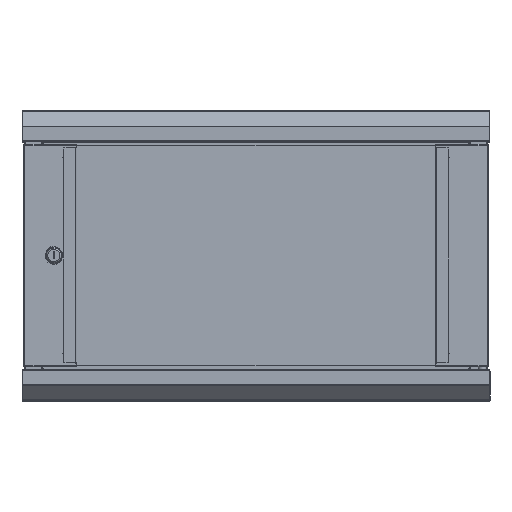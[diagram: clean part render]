
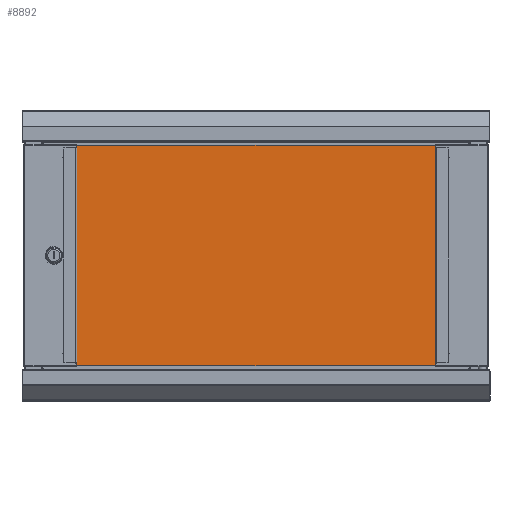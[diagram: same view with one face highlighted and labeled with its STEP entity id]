
A CAD part, top view. The second image highlights one B-rep face of the part: STEP entity #8892.
In plain terms, the highlighted planar face has unit normal (0, 0, 1).
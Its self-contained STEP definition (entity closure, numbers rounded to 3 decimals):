
#1157 = CARTESIAN_POINT ( 'NONE',  ( -245.5, 141.25, 5. ) ) ;
#3682 = VECTOR ( 'NONE', #13277, 1000. ) ;
#4160 = ORIENTED_EDGE ( 'NONE', *, *, #18381, .F. ) ;
#4883 = CARTESIAN_POINT ( 'NONE',  ( 245.5, -141.25, 5. ) ) ;
#5221 = LINE ( 'NONE', #28592, #53188 ) ;
#5672 = VERTEX_POINT ( 'NONE', #25749 ) ;
#6522 = VERTEX_POINT ( 'NONE', #56568 ) ;
#7894 = DIRECTION ( 'NONE',  ( -1., 0., 0. ) ) ;
#8429 = DIRECTION ( 'NONE',  ( 0., -1., 0. ) ) ;
#8892 = ADVANCED_FACE ( 'NONE', ( #40167 ), #31237, .F. ) ;
#12267 = ORIENTED_EDGE ( 'NONE', *, *, #47675, .F. ) ;
#13277 = DIRECTION ( 'NONE',  ( -1., 0., 0. ) ) ;
#16243 = DIRECTION ( 'NONE',  ( 0., 0., -1. ) ) ;
#18179 = CARTESIAN_POINT ( 'NONE',  ( 245.5, 141.25, 5. ) ) ;
#18381 = EDGE_CURVE ( 'NONE', #6522, #5672, #41509, .T. ) ;
#18447 = DIRECTION ( 'NONE',  ( 0., 1., 0. ) ) ;
#22062 = VECTOR ( 'NONE', #8429, 1000. ) ;
#23952 = CARTESIAN_POINT ( 'NONE',  ( -245.5, 141.25, 5. ) ) ;
#24272 = LINE ( 'NONE', #23952, #34653 ) ;
#25739 = CARTESIAN_POINT ( 'NONE',  ( 245.5, 141.25, 5. ) ) ;
#25749 = CARTESIAN_POINT ( 'NONE',  ( -245.5, -141.25, 5. ) ) ;
#28592 = CARTESIAN_POINT ( 'NONE',  ( 245.5, 141.25, 5. ) ) ;
#29017 = ORIENTED_EDGE ( 'NONE', *, *, #54184, .F. ) ;
#29848 = AXIS2_PLACEMENT_3D ( 'NONE', #25739, #16243, #7894 ) ;
#31237 = PLANE ( 'NONE',  #29848 ) ;
#34653 = VECTOR ( 'NONE', #18447, 1000. ) ;
#36989 = LINE ( 'NONE', #46209, #22062 ) ;
#40167 = FACE_OUTER_BOUND ( 'NONE', #44318, .T. ) ;
#40670 = VERTEX_POINT ( 'NONE', #18179 ) ;
#41441 = ORIENTED_EDGE ( 'NONE', *, *, #41471, .F. ) ;
#41471 = EDGE_CURVE ( 'NONE', #40670, #6522, #36989, .T. ) ;
#41509 = LINE ( 'NONE', #4883, #3682 ) ;
#42757 = DIRECTION ( 'NONE',  ( 1., 0., 0. ) ) ;
#44318 = EDGE_LOOP ( 'NONE', ( #12267, #29017, #4160, #41441 ) ) ;
#46209 = CARTESIAN_POINT ( 'NONE',  ( 245.5, 141.25, 5. ) ) ;
#47675 = EDGE_CURVE ( 'NONE', #55079, #40670, #5221, .T. ) ;
#53188 = VECTOR ( 'NONE', #42757, 1000. ) ;
#54184 = EDGE_CURVE ( 'NONE', #5672, #55079, #24272, .T. ) ;
#55079 = VERTEX_POINT ( 'NONE', #1157 ) ;
#56568 = CARTESIAN_POINT ( 'NONE',  ( 245.5, -141.25, 5. ) ) ;
